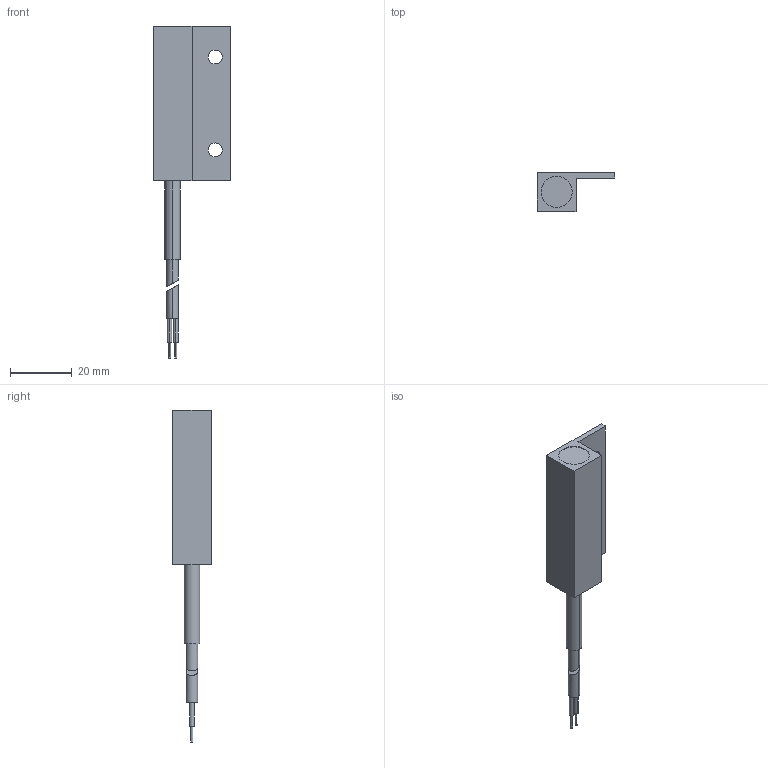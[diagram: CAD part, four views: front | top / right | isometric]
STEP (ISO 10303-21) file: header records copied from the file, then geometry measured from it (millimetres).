
FILE_DESCRIPTION(('starvars output'),'2;1');
FILE_NAME('cv20110211060016000001226.stp','06:00:16 2011/02/11',( 'Thomas Industrial Network Germany GmbH'),( 'Thomas Industrial Network Germany GmbH'),'unknown preprocess','ACIS' ,'unknown authorization');
FILE_SCHEMA(('AUTOMOTIVE_DESIGN_CC2 {UNKNOWN IMPLEMENTATION LEVEL}'));
Length unit declared in the file: millimetre
Products named in the file (1): PRODUCT_ID_13
Bounding box: 25 x 12.5 x 107.15 mm (x, y, z)
Volume: 9610.8 mm3; surface area: 4838.6 mm2
Topology: 2 solids, 2 shells, 37 faces, 80 edges, 54 vertices
Faces by surface type: cylinder 20, plane 17
Entity records: 1244 total; most frequent: ORIENTED_EDGE 160, CARTESIAN_POINT 138, DIRECTION 130, EDGE_CURVE 80, VERTEX_POINT 54, EDGE_LOOP 48, FACE_BOUND 48, AXIS2_PLACEMENT_3D 46
